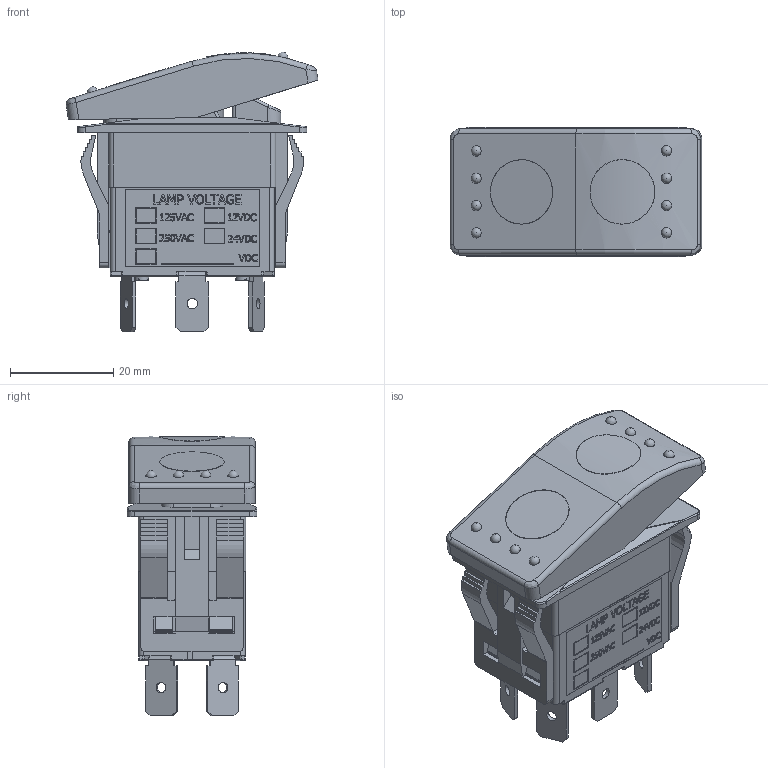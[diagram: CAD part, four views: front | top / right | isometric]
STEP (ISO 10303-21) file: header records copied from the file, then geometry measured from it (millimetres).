
FILE_DESCRIPTION((''),'2;1');
FILE_NAME('R726FF3-SXXXxxxxxx.stp','2017-09-19T11:07:40',('mroman'),(''),'Autodesk Inventor 2012','Autodesk Inventor 2012','');
FILE_SCHEMA(('CONFIG_CONTROL_DESIGN'));
Length unit declared in the file: inch
Products named in the file (1): R726FF3-SXXXxxxxxx
Bounding box: 48.87 x 25.15 x 54.28 mm (x, y, z)
Volume: 15261.6 mm3; surface area: 18083.2 mm2
Topology: 1 solids, 1 shells, 1692 faces, 4657 edges, 3038 vertices
Faces by surface type: plane 933, cylinder 385, bspline 313, sphere 39, torus 20, cone 2
Full cylindrical faces by diameter (mm): 1 x2, 1.9 x1, 2 x14, 2.8 x6, 5 x4, 6.4 x1, 7 x4, 12.5 x2
Entity records: 56792 total; most frequent: CARTESIAN_POINT 15473, ORIENTED_EDGE 9160, DIRECTION 7515, EDGE_CURVE 4580, VERTEX_POINT 3020, VECTOR 2975, LINE 2975, AXIS2_PLACEMENT_3D 2270
